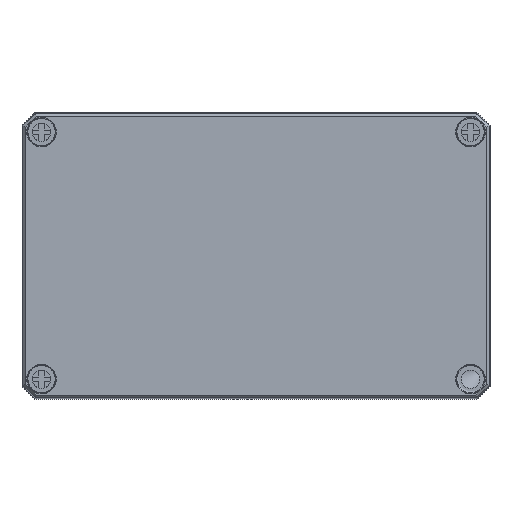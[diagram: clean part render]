
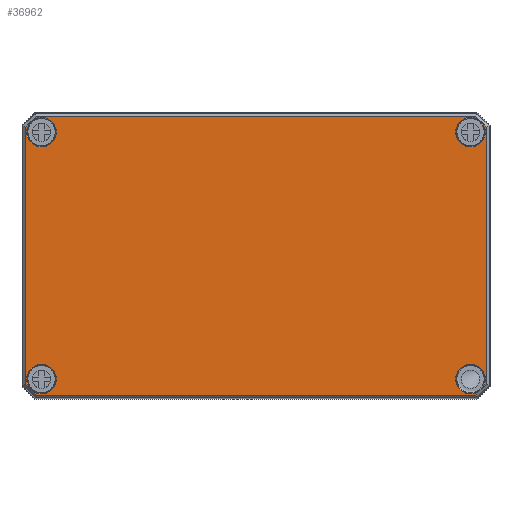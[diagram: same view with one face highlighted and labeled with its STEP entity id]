
A CAD part, top view. The second image highlights one B-rep face of the part: STEP entity #36962.
In plain terms, the highlighted face is planar.
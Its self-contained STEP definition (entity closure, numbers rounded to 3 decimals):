
#2439=FACE_BOUND('',#7291,.T.);
#2440=FACE_BOUND('',#7292,.T.);
#2441=FACE_BOUND('',#7293,.T.);
#2442=FACE_BOUND('',#7294,.T.);
#3144=PLANE('',#39862);
#4939=FACE_OUTER_BOUND('',#7290,.T.);
#7290=EDGE_LOOP('',(#32431,#32432,#32433,#32434,#32435,#32436,#32437,#32438));
#7291=EDGE_LOOP('',(#32439,#32440));
#7292=EDGE_LOOP('',(#32441,#32442));
#7293=EDGE_LOOP('',(#32443,#32444));
#7294=EDGE_LOOP('',(#32445,#32446));
#10152=LINE('',#64968,#12988);
#10153=LINE('',#64970,#12989);
#10154=LINE('',#64972,#12990);
#10155=LINE('',#64974,#12991);
#10156=LINE('',#64976,#12992);
#10157=LINE('',#64978,#12993);
#10158=LINE('',#64980,#12994);
#10159=LINE('',#64981,#12995);
#12988=VECTOR('',#47705,10.);
#12989=VECTOR('',#47706,10.);
#12990=VECTOR('',#47707,10.);
#12991=VECTOR('',#47708,10.);
#12992=VECTOR('',#47709,10.);
#12993=VECTOR('',#47710,10.);
#12994=VECTOR('',#47711,10.);
#12995=VECTOR('',#47712,10.);
#14593=CIRCLE('',#39851,5.672);
#14598=CIRCLE('',#39856,5.672);
#14603=CIRCLE('',#39863,5.672);
#14604=CIRCLE('',#39864,5.672);
#14605=CIRCLE('',#39865,5.672);
#14606=CIRCLE('',#39866,5.672);
#14607=CIRCLE('',#39867,5.672);
#14608=CIRCLE('',#39868,5.672);
#17843=VERTEX_POINT('',#64869);
#17844=VERTEX_POINT('',#64870);
#17865=VERTEX_POINT('',#64966);
#17866=VERTEX_POINT('',#64967);
#17867=VERTEX_POINT('',#64969);
#17868=VERTEX_POINT('',#64971);
#17869=VERTEX_POINT('',#64973);
#17870=VERTEX_POINT('',#64975);
#17871=VERTEX_POINT('',#64977);
#17872=VERTEX_POINT('',#64979);
#17873=VERTEX_POINT('',#64982);
#17874=VERTEX_POINT('',#64983);
#17875=VERTEX_POINT('',#64986);
#17876=VERTEX_POINT('',#64987);
#17877=VERTEX_POINT('',#64990);
#17878=VERTEX_POINT('',#64991);
#22780=EDGE_CURVE('',#17843,#17844,#14593,.T.);
#22785=EDGE_CURVE('',#17844,#17843,#14598,.T.);
#22804=EDGE_CURVE('',#17865,#17866,#10152,.T.);
#22805=EDGE_CURVE('',#17867,#17865,#10153,.T.);
#22806=EDGE_CURVE('',#17868,#17867,#10154,.T.);
#22807=EDGE_CURVE('',#17869,#17868,#10155,.T.);
#22808=EDGE_CURVE('',#17870,#17869,#10156,.T.);
#22809=EDGE_CURVE('',#17871,#17870,#10157,.T.);
#22810=EDGE_CURVE('',#17872,#17871,#10158,.T.);
#22811=EDGE_CURVE('',#17866,#17872,#10159,.T.);
#22812=EDGE_CURVE('',#17873,#17874,#14603,.T.);
#22813=EDGE_CURVE('',#17874,#17873,#14604,.T.);
#22814=EDGE_CURVE('',#17875,#17876,#14605,.T.);
#22815=EDGE_CURVE('',#17876,#17875,#14606,.T.);
#22816=EDGE_CURVE('',#17877,#17878,#14607,.T.);
#22817=EDGE_CURVE('',#17878,#17877,#14608,.T.);
#32431=ORIENTED_EDGE('',*,*,#22804,.F.);
#32432=ORIENTED_EDGE('',*,*,#22805,.F.);
#32433=ORIENTED_EDGE('',*,*,#22806,.F.);
#32434=ORIENTED_EDGE('',*,*,#22807,.F.);
#32435=ORIENTED_EDGE('',*,*,#22808,.F.);
#32436=ORIENTED_EDGE('',*,*,#22809,.F.);
#32437=ORIENTED_EDGE('',*,*,#22810,.F.);
#32438=ORIENTED_EDGE('',*,*,#22811,.F.);
#32439=ORIENTED_EDGE('',*,*,#22812,.F.);
#32440=ORIENTED_EDGE('',*,*,#22813,.F.);
#32441=ORIENTED_EDGE('',*,*,#22814,.F.);
#32442=ORIENTED_EDGE('',*,*,#22815,.F.);
#32443=ORIENTED_EDGE('',*,*,#22816,.F.);
#32444=ORIENTED_EDGE('',*,*,#22817,.F.);
#32445=ORIENTED_EDGE('',*,*,#22780,.F.);
#32446=ORIENTED_EDGE('',*,*,#22785,.F.);
#36962=ADVANCED_FACE('',(#4939,#2439,#2440,#2441,#2442),#3144,.F.);
#39851=AXIS2_PLACEMENT_3D('',#64871,#47680,#47681);
#39856=AXIS2_PLACEMENT_3D('',#64879,#47690,#47691);
#39862=AXIS2_PLACEMENT_3D('',#64965,#47703,#47704);
#39863=AXIS2_PLACEMENT_3D('',#64984,#47713,#47714);
#39864=AXIS2_PLACEMENT_3D('',#64985,#47715,#47716);
#39865=AXIS2_PLACEMENT_3D('',#64988,#47717,#47718);
#39866=AXIS2_PLACEMENT_3D('',#64989,#47719,#47720);
#39867=AXIS2_PLACEMENT_3D('',#64992,#47721,#47722);
#39868=AXIS2_PLACEMENT_3D('',#64993,#47723,#47724);
#47680=DIRECTION('center_axis',(0.,1.,0.));
#47681=DIRECTION('ref_axis',(1.,0.,0.));
#47690=DIRECTION('center_axis',(0.,1.,0.));
#47691=DIRECTION('ref_axis',(1.,0.,0.));
#47703=DIRECTION('center_axis',(0.,-1.,0.));
#47704=DIRECTION('ref_axis',(0.,0.,-1.));
#47705=DIRECTION('',(-0.707,0.,0.707));
#47706=DIRECTION('',(0.,0.,1.));
#47707=DIRECTION('',(0.707,0.,0.707));
#47708=DIRECTION('',(1.,0.,0.));
#47709=DIRECTION('',(0.707,0.,-0.707));
#47710=DIRECTION('',(0.,0.,-1.));
#47711=DIRECTION('',(-0.707,0.,-0.707));
#47712=DIRECTION('',(-1.,0.,0.));
#47713=DIRECTION('center_axis',(0.,1.,0.));
#47714=DIRECTION('ref_axis',(-1.,0.,0.));
#47715=DIRECTION('center_axis',(0.,1.,0.));
#47716=DIRECTION('ref_axis',(-1.,0.,0.));
#47717=DIRECTION('center_axis',(0.,1.,0.));
#47718=DIRECTION('ref_axis',(1.,0.,0.));
#47719=DIRECTION('center_axis',(0.,1.,0.));
#47720=DIRECTION('ref_axis',(1.,0.,0.));
#47721=DIRECTION('center_axis',(0.,1.,0.));
#47722=DIRECTION('ref_axis',(-1.,0.,0.));
#47723=DIRECTION('center_axis',(0.,1.,0.));
#47724=DIRECTION('ref_axis',(-1.,0.,0.));
#64869=CARTESIAN_POINT('',(-88.172,39.,-47.5));
#64870=CARTESIAN_POINT('',(-82.5,39.,-41.828));
#64871=CARTESIAN_POINT('Origin',(-82.5,39.,-47.5));
#64879=CARTESIAN_POINT('Origin',(-82.5,39.,-47.5));
#64965=CARTESIAN_POINT('Origin',(0.,39.,0.));
#64966=CARTESIAN_POINT('',(88.66,39.,49.445));
#64967=CARTESIAN_POINT('',(84.445,39.,53.66));
#64968=CARTESIAN_POINT('',(79.052,39.,59.052));
#64969=CARTESIAN_POINT('',(88.66,39.,-49.445));
#64970=CARTESIAN_POINT('',(88.66,39.,-25.));
#64971=CARTESIAN_POINT('',(84.445,39.,-53.66));
#64972=CARTESIAN_POINT('',(76.552,39.,-61.552));
#64973=CARTESIAN_POINT('',(-84.445,39.,-53.66));
#64974=CARTESIAN_POINT('',(-42.5,39.,-53.66));
#64975=CARTESIAN_POINT('',(-88.66,39.,-49.445));
#64976=CARTESIAN_POINT('',(-79.052,39.,-59.052));
#64977=CARTESIAN_POINT('',(-88.66,39.,49.445));
#64978=CARTESIAN_POINT('',(-88.66,39.,25.));
#64979=CARTESIAN_POINT('',(-84.445,39.,53.66));
#64980=CARTESIAN_POINT('',(-76.552,39.,61.552));
#64981=CARTESIAN_POINT('',(42.5,39.,53.66));
#64982=CARTESIAN_POINT('',(88.172,39.,-47.5));
#64983=CARTESIAN_POINT('',(82.5,39.,-41.828));
#64984=CARTESIAN_POINT('Origin',(82.5,39.,-47.5));
#64985=CARTESIAN_POINT('Origin',(82.5,39.,-47.5));
#64986=CARTESIAN_POINT('',(-88.172,39.,47.5));
#64987=CARTESIAN_POINT('',(-82.5,39.,53.172));
#64988=CARTESIAN_POINT('Origin',(-82.5,39.,47.5));
#64989=CARTESIAN_POINT('Origin',(-82.5,39.,47.5));
#64990=CARTESIAN_POINT('',(88.172,39.,47.5));
#64991=CARTESIAN_POINT('',(82.5,39.,53.172));
#64992=CARTESIAN_POINT('Origin',(82.5,39.,47.5));
#64993=CARTESIAN_POINT('Origin',(82.5,39.,47.5));
